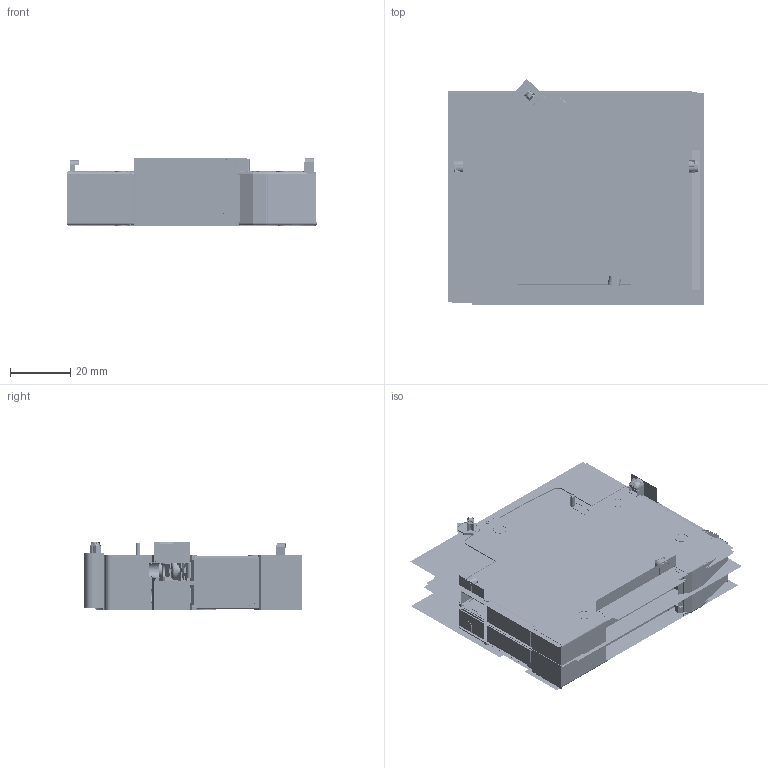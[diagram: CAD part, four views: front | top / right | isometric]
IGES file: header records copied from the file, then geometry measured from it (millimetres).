
Start section:  PTC IGES file: v9ovt-1ouvt-1_asm.igs
Global section: file name: v9ovt-1ouvt-1_asm.igs; native system: Pro/ENGINEER by Parametric Technology Corporation; preprocessor: 2007090; author: whmei; organization: Unknown; date: 20170407.094443; units: millimetre
Bounding box: 85.28 x 75.1 x 22.92 mm (x, y, z)
Volume: 103668.1 mm3; surface area: 760353.8 mm2
Topology: 26 solids, 33 shells, 4474 faces, 30271 edges, 43016 vertices
Faces by surface type: bspline 3086, revolution 1388
